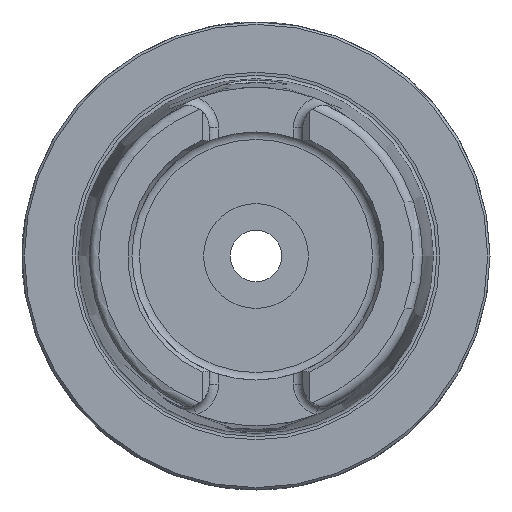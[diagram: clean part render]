
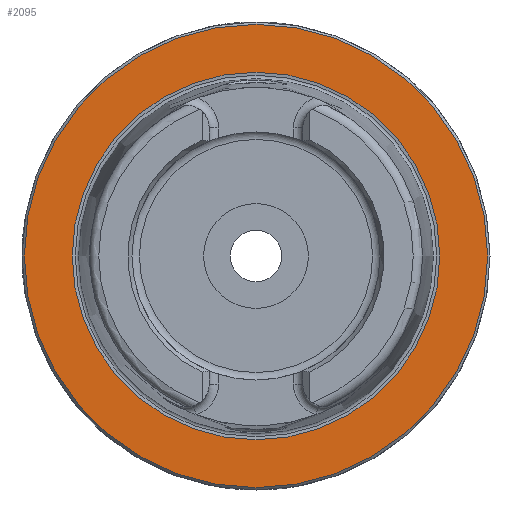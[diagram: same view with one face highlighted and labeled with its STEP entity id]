
A CAD part, left-side view. The second image highlights one B-rep face of the part: STEP entity #2095.
In plain terms, the highlighted planar face has unit normal (-1, 0, 0).
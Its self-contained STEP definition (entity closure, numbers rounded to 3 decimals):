
#97=FACE_BOUND('',#450,.T.);
#133=PLANE('',#2368);
#317=FACE_OUTER_BOUND('',#449,.T.);
#449=EDGE_LOOP('',(#1920));
#450=EDGE_LOOP('',(#1921));
#797=CIRCLE('',#2367,39.275);
#798=CIRCLE('',#2369,49.5);
#1011=VERTEX_POINT('',#4513);
#1012=VERTEX_POINT('',#4517);
#1319=EDGE_CURVE('',#1011,#1011,#797,.T.);
#1320=EDGE_CURVE('',#1012,#1012,#798,.T.);
#1920=ORIENTED_EDGE('',*,*,#1320,.F.);
#1921=ORIENTED_EDGE('',*,*,#1319,.T.);
#2095=ADVANCED_FACE('',(#317,#97),#133,.T.);
#2367=AXIS2_PLACEMENT_3D('',#4515,#2971,#2972);
#2368=AXIS2_PLACEMENT_3D('',#4516,#2973,#2974);
#2369=AXIS2_PLACEMENT_3D('',#4518,#2975,#2976);
#2971=DIRECTION('center_axis',(1.,0.,0.));
#2972=DIRECTION('ref_axis',(0.,0.,-1.));
#2973=DIRECTION('center_axis',(-1.,0.,0.));
#2974=DIRECTION('ref_axis',(0.,0.,1.));
#2975=DIRECTION('center_axis',(1.,0.,0.));
#2976=DIRECTION('ref_axis',(0.,0.,-1.));
#4513=CARTESIAN_POINT('',(0.,-39.275,0.));
#4515=CARTESIAN_POINT('Origin',(0.,0.,0.));
#4516=CARTESIAN_POINT('Origin',(0.,49.5,0.));
#4517=CARTESIAN_POINT('',(0.,-49.5,0.));
#4518=CARTESIAN_POINT('Origin',(0.,0.,0.));
